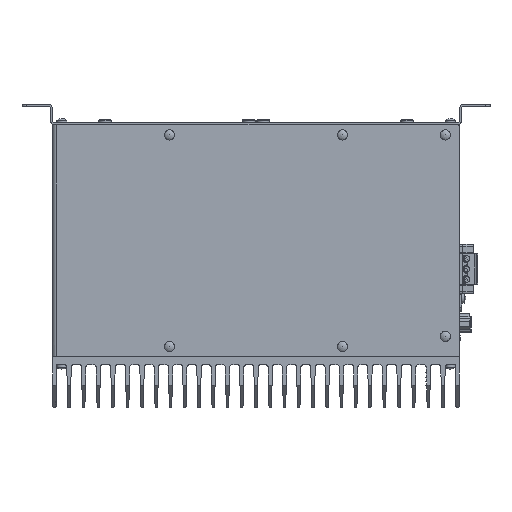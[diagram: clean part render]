
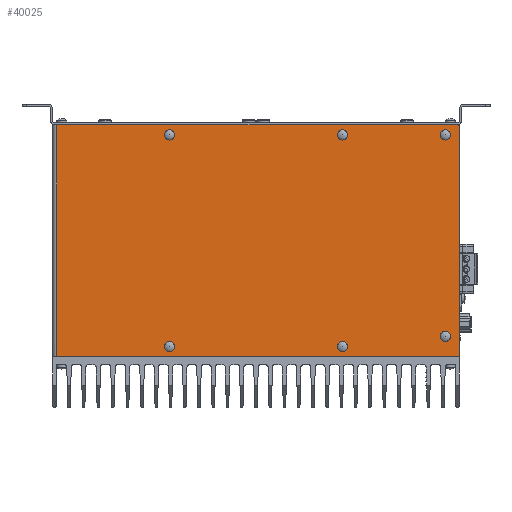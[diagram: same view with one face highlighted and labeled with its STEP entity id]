
A CAD part, left-side view. The second image highlights one B-rep face of the part: STEP entity #40025.
In plain terms, the highlighted planar face has unit normal (-1, 0, 0).
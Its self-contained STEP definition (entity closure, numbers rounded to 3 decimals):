
#795=FACE_BOUND('',#6894,.T.);
#796=FACE_BOUND('',#6895,.T.);
#797=FACE_BOUND('',#6896,.T.);
#798=FACE_BOUND('',#6897,.T.);
#799=FACE_BOUND('',#6898,.T.);
#800=FACE_BOUND('',#6899,.T.);
#1893=CIRCLE('',#43106,1.);
#1900=CIRCLE('',#43123,1.);
#1901=CIRCLE('',#43124,2.5);
#1902=CIRCLE('',#43125,2.5);
#1903=CIRCLE('',#43126,2.5);
#1904=CIRCLE('',#43127,2.5);
#1905=CIRCLE('',#43128,2.5);
#1906=CIRCLE('',#43129,2.5);
#4109=FACE_OUTER_BOUND('',#6893,.T.);
#6893=EDGE_LOOP('',(#28420,#28421,#28422,#28423,#28424,#28425));
#6894=EDGE_LOOP('',(#28426));
#6895=EDGE_LOOP('',(#28427));
#6896=EDGE_LOOP('',(#28428));
#6897=EDGE_LOOP('',(#28429));
#6898=EDGE_LOOP('',(#28430));
#6899=EDGE_LOOP('',(#28431));
#9815=LINE('',#60864,#13462);
#9824=LINE('',#60938,#13471);
#9839=LINE('',#60971,#13486);
#9840=LINE('',#60974,#13487);
#13462=VECTOR('',#49733,197.);
#13471=VECTOR('',#49830,114.);
#13486=VECTOR('',#49865,197.);
#13487=VECTOR('',#49868,112.);
#17381=VERTEX_POINT('',#60855);
#17383=VERTEX_POINT('',#60862);
#17398=VERTEX_POINT('',#60922);
#17404=VERTEX_POINT('',#60936);
#17412=VERTEX_POINT('',#60970);
#17413=VERTEX_POINT('',#60972);
#17414=VERTEX_POINT('',#60975);
#17415=VERTEX_POINT('',#60977);
#17416=VERTEX_POINT('',#60979);
#17417=VERTEX_POINT('',#60981);
#17418=VERTEX_POINT('',#60983);
#17419=VERTEX_POINT('',#60985);
#21491=EDGE_CURVE('',#17381,#17383,#9815,.T.);
#21512=EDGE_CURVE('',#17381,#17398,#1893,.T.);
#21520=EDGE_CURVE('',#17383,#17404,#9824,.T.);
#21536=EDGE_CURVE('',#17404,#17412,#9839,.T.);
#21537=EDGE_CURVE('',#17413,#17412,#1900,.T.);
#21538=EDGE_CURVE('',#17413,#17398,#9840,.T.);
#21539=EDGE_CURVE('',#17414,#17414,#1901,.T.);
#21540=EDGE_CURVE('',#17415,#17415,#1902,.T.);
#21541=EDGE_CURVE('',#17416,#17416,#1903,.T.);
#21542=EDGE_CURVE('',#17417,#17417,#1904,.T.);
#21543=EDGE_CURVE('',#17418,#17418,#1905,.T.);
#21544=EDGE_CURVE('',#17419,#17419,#1906,.T.);
#28420=ORIENTED_EDGE('',*,*,#21491,.T.);
#28421=ORIENTED_EDGE('',*,*,#21520,.T.);
#28422=ORIENTED_EDGE('',*,*,#21536,.T.);
#28423=ORIENTED_EDGE('',*,*,#21537,.F.);
#28424=ORIENTED_EDGE('',*,*,#21538,.T.);
#28425=ORIENTED_EDGE('',*,*,#21512,.F.);
#28426=ORIENTED_EDGE('',*,*,#21539,.F.);
#28427=ORIENTED_EDGE('',*,*,#21540,.F.);
#28428=ORIENTED_EDGE('',*,*,#21541,.F.);
#28429=ORIENTED_EDGE('',*,*,#21542,.F.);
#28430=ORIENTED_EDGE('',*,*,#21543,.F.);
#28431=ORIENTED_EDGE('',*,*,#21544,.F.);
#35803=PLANE('',#43122);
#40025=ADVANCED_FACE('',(#4109,#795,#796,#797,#798,#799,#800),#35803,.F.);
#43106=AXIS2_PLACEMENT_3D('',#60923,#49814,#49815);
#43122=AXIS2_PLACEMENT_3D('',#60969,#49863,#49864);
#43123=AXIS2_PLACEMENT_3D('',#60973,#49866,#49867);
#43124=AXIS2_PLACEMENT_3D('',#60976,#49869,#49870);
#43125=AXIS2_PLACEMENT_3D('',#60978,#49871,#49872);
#43126=AXIS2_PLACEMENT_3D('',#60980,#49873,#49874);
#43127=AXIS2_PLACEMENT_3D('',#60982,#49875,#49876);
#43128=AXIS2_PLACEMENT_3D('',#60984,#49877,#49878);
#43129=AXIS2_PLACEMENT_3D('',#60986,#49879,#49880);
#49733=DIRECTION('',(0.,1.,0.));
#49814=DIRECTION('center_axis',(1.,0.,0.));
#49815=DIRECTION('ref_axis',(0.,-0.707,0.707));
#49830=DIRECTION('',(0.,0.,-1.));
#49863=DIRECTION('center_axis',(1.,0.,0.));
#49864=DIRECTION('ref_axis',(0.,1.,0.));
#49865=DIRECTION('',(0.,-1.,0.));
#49866=DIRECTION('center_axis',(1.,0.,0.));
#49867=DIRECTION('ref_axis',(0.,-0.707,-0.707));
#49868=DIRECTION('',(0.,0.,1.));
#49869=DIRECTION('center_axis',(-1.,0.,0.));
#49870=DIRECTION('ref_axis',(0.,1.,0.));
#49871=DIRECTION('center_axis',(-1.,0.,0.));
#49872=DIRECTION('ref_axis',(0.,1.,0.));
#49873=DIRECTION('center_axis',(-1.,0.,0.));
#49874=DIRECTION('ref_axis',(0.,1.,0.));
#49875=DIRECTION('center_axis',(-1.,0.,0.));
#49876=DIRECTION('ref_axis',(0.,1.,0.));
#49877=DIRECTION('center_axis',(-1.,0.,0.));
#49878=DIRECTION('ref_axis',(0.,1.,0.));
#49879=DIRECTION('center_axis',(-1.,0.,0.));
#49880=DIRECTION('ref_axis',(0.,1.,0.));
#60855=CARTESIAN_POINT('',(53.646,13.158,96.002));
#60862=CARTESIAN_POINT('',(53.646,210.158,96.002));
#60864=CARTESIAN_POINT('',(53.646,105.408,96.002));
#60922=CARTESIAN_POINT('',(53.646,12.158,95.002));
#60923=CARTESIAN_POINT('Origin',(53.646,13.158,95.002));
#60936=CARTESIAN_POINT('',(53.646,210.158,-17.998));
#60938=CARTESIAN_POINT('',(53.646,210.158,-17.998));
#60969=CARTESIAN_POINT('Origin',(53.646,211.658,39.002));
#60970=CARTESIAN_POINT('',(53.646,13.158,-17.998));
#60971=CARTESIAN_POINT('',(53.646,112.158,-17.998));
#60972=CARTESIAN_POINT('',(53.646,12.158,-16.998));
#60973=CARTESIAN_POINT('Origin',(53.646,13.158,-16.998));
#60974=CARTESIAN_POINT('',(53.646,12.158,39.002));
#60975=CARTESIAN_POINT('',(53.646,21.616,-8.001));
#60976=CARTESIAN_POINT('Origin',(53.646,19.116,-8.001));
#60977=CARTESIAN_POINT('',(53.646,72.157,-13.));
#60978=CARTESIAN_POINT('Origin',(53.646,69.657,-13.));
#60979=CARTESIAN_POINT('',(53.646,72.157,91.));
#60980=CARTESIAN_POINT('Origin',(53.646,69.657,91.));
#60981=CARTESIAN_POINT('',(53.646,157.158,91.));
#60982=CARTESIAN_POINT('Origin',(53.646,154.658,91.));
#60983=CARTESIAN_POINT('',(53.646,157.158,-13.));
#60984=CARTESIAN_POINT('Origin',(53.646,154.658,-13.));
#60985=CARTESIAN_POINT('',(53.646,21.616,90.975));
#60986=CARTESIAN_POINT('Origin',(53.646,19.116,90.975));
